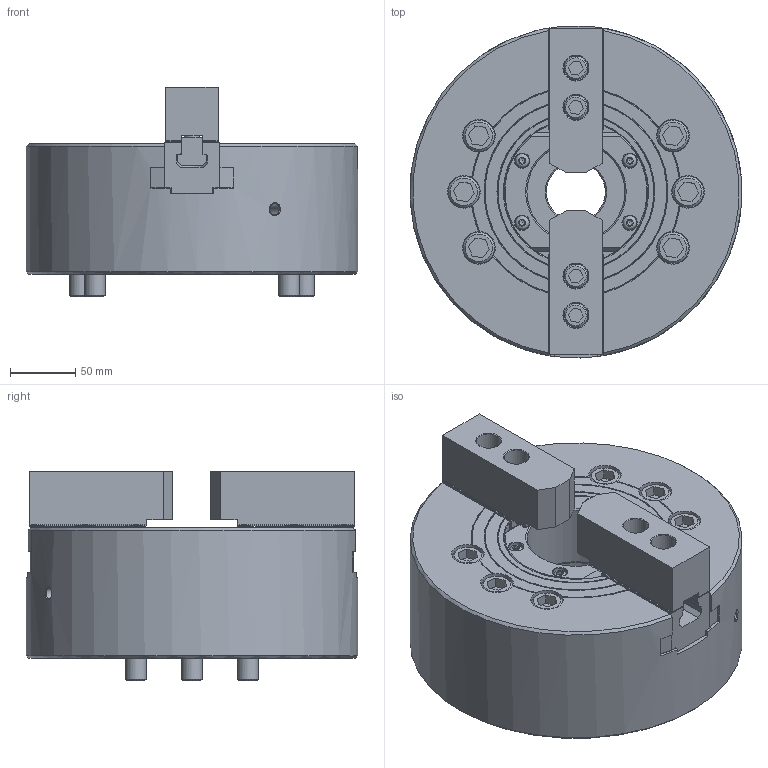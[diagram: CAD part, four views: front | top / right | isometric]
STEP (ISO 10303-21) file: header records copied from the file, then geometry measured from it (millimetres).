
FILE_DESCRIPTION(/* description */ ('Unknown'),/* implementation_level */ '2;1');
FILE_NAME(/* name */ 'BT210-Solid',/* time_stamp */ '2019-08-13T16:57:55+01:00',/* author */ ('Unknown'),/* organization */ ('Unknown'),/* preprocessor_version */ 'ST-DEVELOPER v16.7',/* originating_system */ 'DEX',/* authorisation */ $);
FILE_SCHEMA (('AUTOMOTIVE_DESIGN {1 0 10303 214 3 1 1}'));
Products named in the file (1): BT210_mid stroke
Bounding box: 253.88 x 253.83 x 160.2 mm (x, y, z)
Volume: 4456883.5 mm3; surface area: 468829.5 mm2
Topology: 1 solids, 21 shells, 3076 faces, 8503 edges, 5320 vertices
Faces by surface type: plane 2227, cylinder 648, cone 171, torus 20, bspline 6, sphere 4
Full cylindrical faces by diameter (mm): 5.2 x10, 5.795 x4, 6.6 x4, 6.8 x3, 8.5 x2, 9.732 x6, 10.3 x4, 10.5 x4, 11 x10, 11.701 x4, 13 x4, 15.682 x6, 16 x6, 17 x12, 18 x4, 19 x4, 24 x6, 25 x6, 45 x1, 75 x2, 79 x2, 80 x1, 81 x1, 86 x1, 94 x2, 143 x1, 150 x1, 220 x1, 254 x1
Entity records: 95432 total; most frequent: CARTESIAN_POINT 17247, ORIENTED_EDGE 16328, DIRECTION 15852, EDGE_CURVE 8164, LINE 6388, VECTOR 6388, VERTEX_POINT 5231, AXIS2_PLACEMENT_3D 4732
